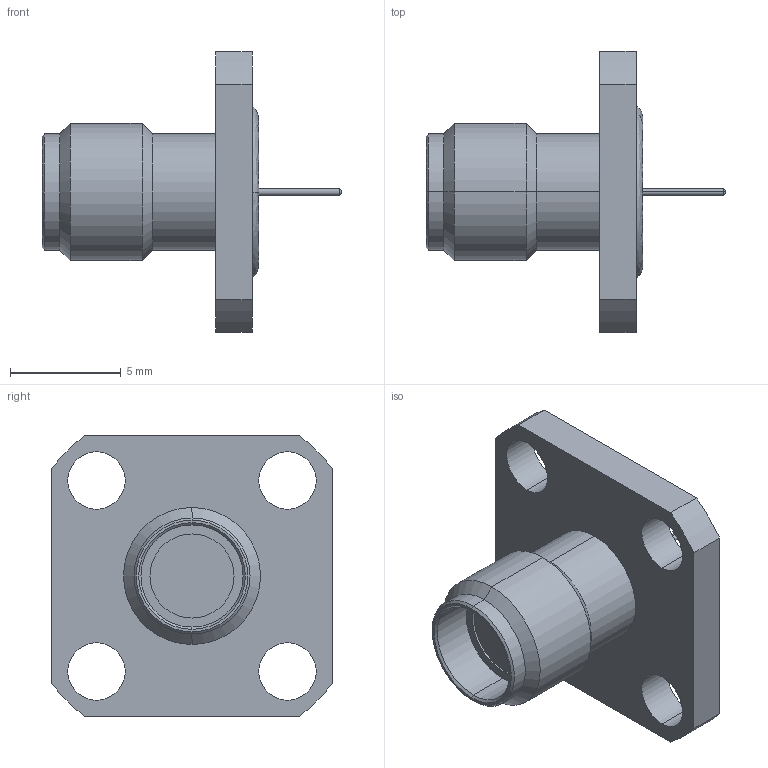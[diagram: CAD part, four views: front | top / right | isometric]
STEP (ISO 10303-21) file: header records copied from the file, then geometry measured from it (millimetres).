
FILE_DESCRIPTION (( 'STEP AP214' ), '1' );
FILE_NAME ('PE1962_3D.STEP', '2022-12-13T22:45:58', ( '' ), ( '' ), 'SwSTEP 2.0', 'SolidWorks 2022', '' );
FILE_SCHEMA (( 'AUTOMOTIVE_DESIGN' ));
Length unit declared in the file: inch
Products named in the file (3): PE1962_3D; Copy of SMA8500P3-4^PE1962; Copy of SMA8640S-0-406-HS^PE1962
Assembly tree (2 placements, depth 2):
  PE1962_3D
    Copy of SMA8640S-0-406-HS^PE1962
    Copy of SMA8500P3-4^PE1962
Bounding box: 13.56 x 12.7 x 12.7 mm (x, y, z)
Volume: 387.8 mm3; surface area: 712.6 mm2
Topology: 2 solids, 2 shells, 110 faces, 270 edges, 174 vertices
Faces by surface type: bspline 43, plane 29, cylinder 28, cone 10
Entity records: 5582 total; most frequent: CARTESIAN_POINT 3066, ORIENTED_EDGE 540, DIRECTION 406, EDGE_CURVE 270, VERTEX_POINT 174, AXIS2_PLACEMENT_3D 142, EDGE_LOOP 130, LINE 122
